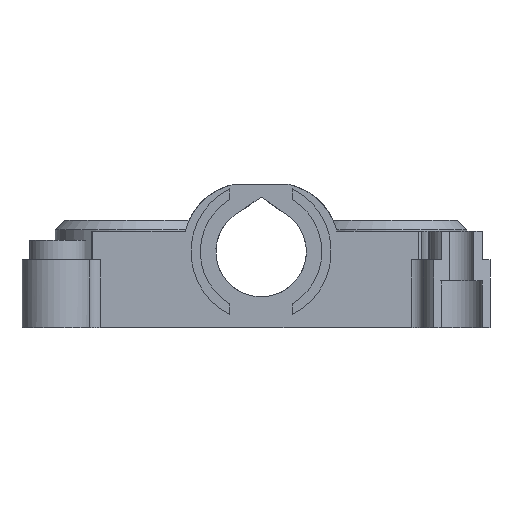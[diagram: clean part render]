
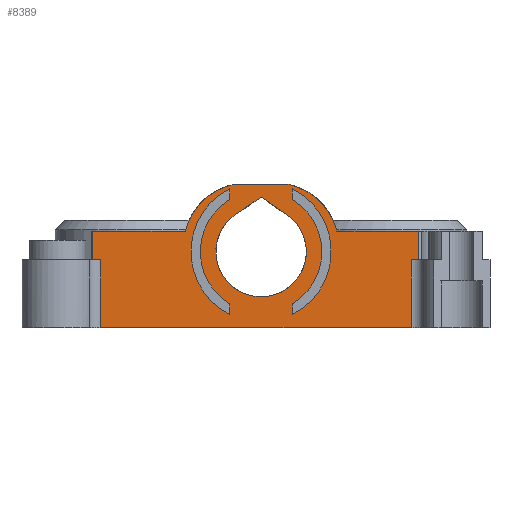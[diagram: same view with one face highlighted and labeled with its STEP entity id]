
A CAD part, front view. The second image highlights one B-rep face of the part: STEP entity #8389.
In plain terms, the highlighted planar face has unit normal (0, -1, 0).
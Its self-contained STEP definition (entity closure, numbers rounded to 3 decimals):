
#31=FACE_BOUND('',#951,.T.);
#32=FACE_BOUND('',#952,.T.);
#33=FACE_BOUND('',#953,.T.);
#92=PLANE('',#8895);
#244=CIRCLE('',#8896,10.144);
#245=CIRCLE('',#8897,10.144);
#246=CIRCLE('',#8898,7.25);
#247=CIRCLE('',#8899,11.25);
#248=CIRCLE('',#8900,9.75);
#249=CIRCLE('',#8901,9.75);
#250=CIRCLE('',#8902,11.25);
#475=FACE_OUTER_BOUND('',#950,.T.);
#950=EDGE_LOOP('',(#5592,#5593,#5594,#5595,#5596,#5597,#5598,#5599,#5600,
#5601,#5602,#5603));
#951=EDGE_LOOP('',(#5604,#5605,#5606));
#952=EDGE_LOOP('',(#5607,#5608,#5609,#5610));
#953=EDGE_LOOP('',(#5611,#5612,#5613,#5614));
#1466=LINE('',#11440,#2049);
#1484=LINE('',#11496,#2067);
#1486=LINE('',#11509,#2069);
#1489=LINE('',#11524,#2072);
#1491=LINE('',#11529,#2074);
#1492=LINE('',#11530,#2075);
#1493=LINE('',#11532,#2076);
#1494=LINE('',#11536,#2077);
#1495=LINE('',#11540,#2078);
#1496=LINE('',#11542,#2079);
#1497=LINE('',#11543,#2080);
#1498=LINE('',#11546,#2081);
#1499=LINE('',#11551,#2082);
#1500=LINE('',#11554,#2083);
#1501=LINE('',#11557,#2084);
#1502=LINE('',#11561,#2085);
#2049=VECTOR('',#9305,10.);
#2067=VECTOR('',#9347,10.);
#2069=VECTOR('',#9361,10.);
#2072=VECTOR('',#9376,10.);
#2074=VECTOR('',#9382,10.);
#2075=VECTOR('',#9383,10.);
#2076=VECTOR('',#9384,10.);
#2077=VECTOR('',#9387,10.);
#2078=VECTOR('',#9390,10.);
#2079=VECTOR('',#9391,10.);
#2080=VECTOR('',#9392,10.);
#2081=VECTOR('',#9395,10.);
#2082=VECTOR('',#9398,10.);
#2083=VECTOR('',#9401,10.);
#2084=VECTOR('',#9402,10.);
#2085=VECTOR('',#9405,10.);
#3259=VERTEX_POINT('',#11437);
#3260=VERTEX_POINT('',#11439);
#3280=VERTEX_POINT('',#11489);
#3283=VERTEX_POINT('',#11494);
#3286=VERTEX_POINT('',#11505);
#3288=VERTEX_POINT('',#11508);
#3293=VERTEX_POINT('',#11521);
#3294=VERTEX_POINT('',#11523);
#3296=VERTEX_POINT('',#11531);
#3297=VERTEX_POINT('',#11533);
#3298=VERTEX_POINT('',#11535);
#3299=VERTEX_POINT('',#11537);
#3300=VERTEX_POINT('',#11539);
#3301=VERTEX_POINT('',#11541);
#3302=VERTEX_POINT('',#11544);
#3303=VERTEX_POINT('',#11547);
#3304=VERTEX_POINT('',#11548);
#3305=VERTEX_POINT('',#11550);
#3306=VERTEX_POINT('',#11552);
#3307=VERTEX_POINT('',#11555);
#3308=VERTEX_POINT('',#11556);
#3309=VERTEX_POINT('',#11558);
#3310=VERTEX_POINT('',#11560);
#4168=EDGE_CURVE('',#3260,#3259,#1466,.T.);
#4194=EDGE_CURVE('',#3283,#3280,#1484,.T.);
#4200=EDGE_CURVE('',#3286,#3288,#1486,.T.);
#4207=EDGE_CURVE('',#3293,#3294,#1489,.T.);
#4210=EDGE_CURVE('',#3283,#3288,#1491,.T.);
#4211=EDGE_CURVE('',#3286,#3294,#1492,.T.);
#4212=EDGE_CURVE('',#3293,#3296,#1493,.T.);
#4213=EDGE_CURVE('',#3296,#3297,#244,.T.);
#4214=EDGE_CURVE('',#3298,#3297,#1494,.T.);
#4215=EDGE_CURVE('',#3298,#3299,#245,.T.);
#4216=EDGE_CURVE('',#3299,#3300,#1495,.T.);
#4217=EDGE_CURVE('',#3301,#3300,#1496,.T.);
#4218=EDGE_CURVE('',#3301,#3280,#1497,.T.);
#4219=EDGE_CURVE('',#3259,#3302,#246,.T.);
#4220=EDGE_CURVE('',#3302,#3260,#1498,.T.);
#4221=EDGE_CURVE('',#3303,#3304,#247,.T.);
#4222=EDGE_CURVE('',#3304,#3305,#1499,.T.);
#4223=EDGE_CURVE('',#3305,#3306,#248,.T.);
#4224=EDGE_CURVE('',#3306,#3303,#1500,.T.);
#4225=EDGE_CURVE('',#3307,#3308,#1501,.T.);
#4226=EDGE_CURVE('',#3308,#3309,#249,.T.);
#4227=EDGE_CURVE('',#3309,#3310,#1502,.T.);
#4228=EDGE_CURVE('',#3310,#3307,#250,.T.);
#5592=ORIENTED_EDGE('',*,*,#4194,.F.);
#5593=ORIENTED_EDGE('',*,*,#4210,.T.);
#5594=ORIENTED_EDGE('',*,*,#4200,.F.);
#5595=ORIENTED_EDGE('',*,*,#4211,.T.);
#5596=ORIENTED_EDGE('',*,*,#4207,.F.);
#5597=ORIENTED_EDGE('',*,*,#4212,.T.);
#5598=ORIENTED_EDGE('',*,*,#4213,.T.);
#5599=ORIENTED_EDGE('',*,*,#4214,.F.);
#5600=ORIENTED_EDGE('',*,*,#4215,.T.);
#5601=ORIENTED_EDGE('',*,*,#4216,.T.);
#5602=ORIENTED_EDGE('',*,*,#4217,.F.);
#5603=ORIENTED_EDGE('',*,*,#4218,.T.);
#5604=ORIENTED_EDGE('',*,*,#4168,.T.);
#5605=ORIENTED_EDGE('',*,*,#4219,.T.);
#5606=ORIENTED_EDGE('',*,*,#4220,.T.);
#5607=ORIENTED_EDGE('',*,*,#4221,.T.);
#5608=ORIENTED_EDGE('',*,*,#4222,.T.);
#5609=ORIENTED_EDGE('',*,*,#4223,.T.);
#5610=ORIENTED_EDGE('',*,*,#4224,.T.);
#5611=ORIENTED_EDGE('',*,*,#4225,.T.);
#5612=ORIENTED_EDGE('',*,*,#4226,.T.);
#5613=ORIENTED_EDGE('',*,*,#4227,.T.);
#5614=ORIENTED_EDGE('',*,*,#4228,.T.);
#8389=ADVANCED_FACE('',(#475,#31,#32,#33),#92,.T.);
#8895=AXIS2_PLACEMENT_3D('',#11528,#9380,#9381);
#8896=AXIS2_PLACEMENT_3D('',#11534,#9385,#9386);
#8897=AXIS2_PLACEMENT_3D('',#11538,#9388,#9389);
#8898=AXIS2_PLACEMENT_3D('',#11545,#9393,#9394);
#8899=AXIS2_PLACEMENT_3D('',#11549,#9396,#9397);
#8900=AXIS2_PLACEMENT_3D('',#11553,#9399,#9400);
#8901=AXIS2_PLACEMENT_3D('',#11559,#9403,#9404);
#8902=AXIS2_PLACEMENT_3D('',#11562,#9406,#9407);
#9305=DIRECTION('',(0.819,0.,-0.574));
#9347=DIRECTION('',(0.,0.,1.));
#9361=DIRECTION('',(0.,0.,-1.));
#9376=DIRECTION('',(0.,0.,-1.));
#9380=DIRECTION('center_axis',(0.,-1.,0.));
#9381=DIRECTION('ref_axis',(1.,0.,0.));
#9382=DIRECTION('',(1.,0.,0.));
#9383=DIRECTION('',(1.,0.,0.));
#9384=DIRECTION('',(-1.,0.,0.));
#9385=DIRECTION('center_axis',(0.,-1.,0.));
#9386=DIRECTION('ref_axis',(0.971,0.,0.241));
#9387=DIRECTION('',(1.,0.,0.));
#9388=DIRECTION('center_axis',(0.,-1.,0.));
#9389=DIRECTION('ref_axis',(0.,0.,1.));
#9390=DIRECTION('',(-1.,0.,0.));
#9391=DIRECTION('',(0.,0.,1.));
#9392=DIRECTION('',(1.,0.,0.));
#9393=DIRECTION('center_axis',(0.,1.,0.));
#9394=DIRECTION('ref_axis',(1.,0.,0.));
#9395=DIRECTION('',(0.819,0.,0.574));
#9396=DIRECTION('center_axis',(0.,1.,0.));
#9397=DIRECTION('ref_axis',(1.,0.,0.));
#9398=DIRECTION('',(0.,0.,-1.));
#9399=DIRECTION('center_axis',(0.,-1.,0.));
#9400=DIRECTION('ref_axis',(1.,0.,0.));
#9401=DIRECTION('',(0.,0.,-1.));
#9402=DIRECTION('',(0.,0.,1.));
#9403=DIRECTION('center_axis',(0.,-1.,0.));
#9404=DIRECTION('ref_axis',(1.,0.,0.));
#9405=DIRECTION('',(0.,0.,1.));
#9406=DIRECTION('center_axis',(0.,1.,0.));
#9407=DIRECTION('ref_axis',(1.,0.,0.));
#11437=CARTESIAN_POINT('',(3.25,-23.,18.681));
#11439=CARTESIAN_POINT('',(0.,-23.,20.956));
#11440=CARTESIAN_POINT('',(-2.527,-23.,22.726));
#11489=CARTESIAN_POINT('',(-25.685,-23.,10.9));
#11494=CARTESIAN_POINT('',(-25.685,-23.,0.));
#11496=CARTESIAN_POINT('',(-25.685,-23.,0.));
#11505=CARTESIAN_POINT('',(24.05,-23.,10.9));
#11508=CARTESIAN_POINT('',(24.05,-23.,0.));
#11509=CARTESIAN_POINT('',(24.05,-23.,0.));
#11521=CARTESIAN_POINT('',(25.263,-23.,15.5));
#11523=CARTESIAN_POINT('',(25.263,-23.,10.9));
#11524=CARTESIAN_POINT('',(25.263,-23.,10.9));
#11528=CARTESIAN_POINT('Origin',(-27.049,-23.,0.));
#11529=CARTESIAN_POINT('',(-27.83,-23.,0.));
#11530=CARTESIAN_POINT('',(2.09,-23.,10.9));
#11531=CARTESIAN_POINT('',(12.146,-23.,15.5));
#11532=CARTESIAN_POINT('',(6.114,-23.,15.5));
#11533=CARTESIAN_POINT('',(4.305,-23.,23.));
#11534=CARTESIAN_POINT('Origin',(2.3,-23.,13.056));
#11535=CARTESIAN_POINT('',(-4.305,-23.,23.));
#11536=CARTESIAN_POINT('',(-27.83,-23.,23.));
#11537=CARTESIAN_POINT('',(-12.146,-23.,15.5));
#11538=CARTESIAN_POINT('Origin',(-2.3,-23.,13.056));
#11539=CARTESIAN_POINT('',(-27.049,-23.,15.5));
#11540=CARTESIAN_POINT('',(-19.598,-23.,15.5));
#11541=CARTESIAN_POINT('',(-27.049,-23.,10.9));
#11542=CARTESIAN_POINT('',(-27.049,-23.,0.));
#11543=CARTESIAN_POINT('',(-29.655,-23.,10.9));
#11544=CARTESIAN_POINT('',(-3.25,-23.,18.681));
#11545=CARTESIAN_POINT('Origin',(0.,-23.,
12.2));
#11546=CARTESIAN_POINT('',(-13.998,-23.,11.155));
#11547=CARTESIAN_POINT('',(-5.,-23.,2.122));
#11548=CARTESIAN_POINT('',(-5.,-23.,22.278));
#11549=CARTESIAN_POINT('Origin',(0.,-23.,
12.2));
#11550=CARTESIAN_POINT('',(-5.,-23.,20.57));
#11551=CARTESIAN_POINT('',(-5.,-23.,10.285));
#11552=CARTESIAN_POINT('',(-5.,-23.,3.83));
#11553=CARTESIAN_POINT('Origin',(0.,-23.,
12.2));
#11554=CARTESIAN_POINT('',(-5.,-23.,1.061));
#11555=CARTESIAN_POINT('',(5.,-23.,2.122));
#11556=CARTESIAN_POINT('',(5.,-23.,3.83));
#11557=CARTESIAN_POINT('',(5.,-23.,1.915));
#11558=CARTESIAN_POINT('',(5.,-23.,20.57));
#11559=CARTESIAN_POINT('Origin',(0.,-23.,
12.2));
#11560=CARTESIAN_POINT('',(5.,-23.,22.278));
#11561=CARTESIAN_POINT('',(5.,-23.,11.139));
#11562=CARTESIAN_POINT('Origin',(0.,-23.,
12.2));
